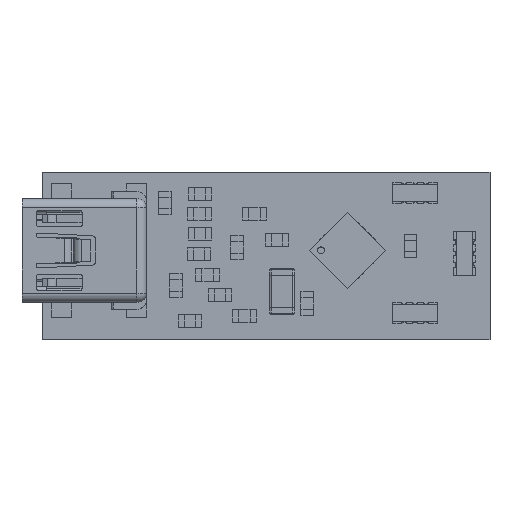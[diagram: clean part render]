
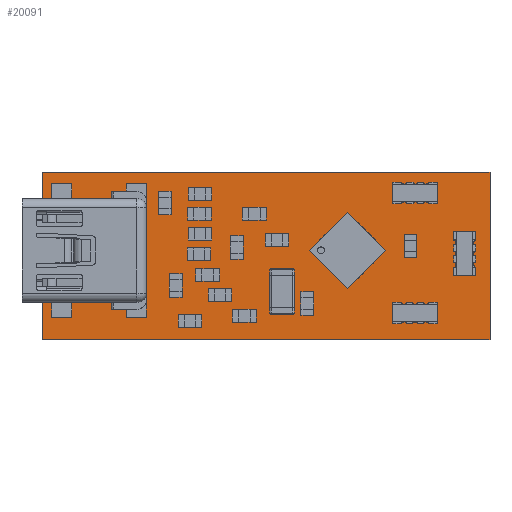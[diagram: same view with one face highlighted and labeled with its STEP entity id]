
A CAD part, top view. The second image highlights one B-rep face of the part: STEP entity #20091.
In plain terms, the highlighted planar face has unit normal (0, 0, 1).
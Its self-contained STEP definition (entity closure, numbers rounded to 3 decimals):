
#1625=LINE($,#32604,#3961);
#1628=LINE($,#32610,#3964);
#1631=LINE($,#32616,#3967);
#1634=LINE($,#32620,#3970);
#3961=VECTOR($,#26458,12.4);
#3964=VECTOR($,#26463,33.1);
#3967=VECTOR($,#26468,12.4);
#3970=VECTOR($,#26473,33.1);
#5624=PLANE($,#22012);
#6924=FACE_OUTER_BOUND($,#8242,.T.);
#8242=EDGE_LOOP($,(#17360,#17361,#17362,#17363));
#10256=VERTEX_POINT($,#32601);
#10257=VERTEX_POINT($,#32603);
#10259=VERTEX_POINT($,#32609);
#10261=VERTEX_POINT($,#32615);
#12714=EDGE_CURVE($,#10257,#10256,#1625,.T.);
#12717=EDGE_CURVE($,#10259,#10257,#1628,.T.);
#12720=EDGE_CURVE($,#10261,#10259,#1631,.T.);
#12723=EDGE_CURVE($,#10256,#10261,#1634,.T.);
#17360=ORIENTED_EDGE($,*,*,#12723,.T.);
#17361=ORIENTED_EDGE($,*,*,#12720,.T.);
#17362=ORIENTED_EDGE($,*,*,#12717,.T.);
#17363=ORIENTED_EDGE($,*,*,#12714,.T.);
#20091=ADVANCED_FACE($,(#6924),#5624,.T.);
#22012=AXIS2_PLACEMENT_3D($,#32621,#26474,#26475);
#26458=DIRECTION($,(0.,1.,0.));
#26463=DIRECTION($,(1.,0.,0.));
#26468=DIRECTION($,(0.,-1.,0.));
#26473=DIRECTION($,(-1.,0.,0.));
#26474=DIRECTION('center_axis',(0.,0.,1.));
#26475=DIRECTION('ref_axis',(1.,0.,0.));
#32601=CARTESIAN_POINT('',(16.55,6.2,2.8));
#32603=CARTESIAN_POINT('',(16.55,-6.2,2.8));
#32604=CARTESIAN_POINT($,(16.55,-6.2,2.8));
#32609=CARTESIAN_POINT('',(-16.55,-6.2,2.8));
#32610=CARTESIAN_POINT($,(-16.55,-6.2,2.8));
#32615=CARTESIAN_POINT('',(-16.55,6.2,2.8));
#32616=CARTESIAN_POINT($,(-16.55,6.2,2.8));
#32620=CARTESIAN_POINT($,(16.55,6.2,2.8));
#32621=CARTESIAN_POINT('Origin',(0.,0.,
2.8));
